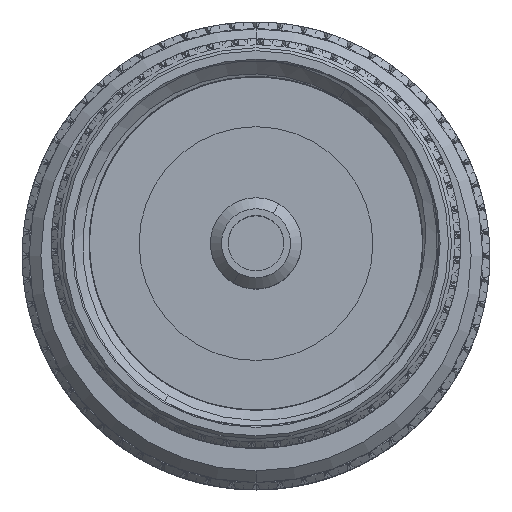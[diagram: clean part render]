
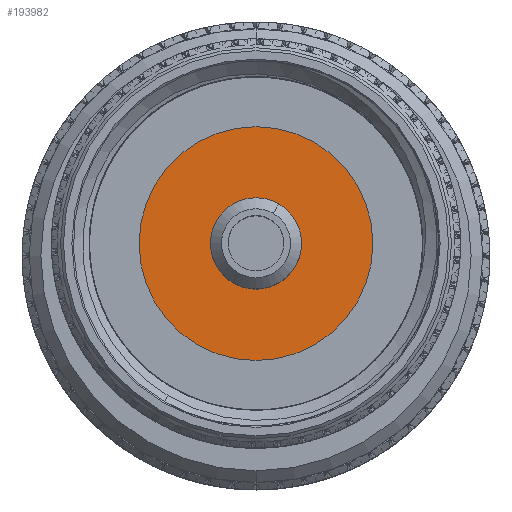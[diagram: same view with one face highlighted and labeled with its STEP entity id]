
A CAD part, top view. The second image highlights one B-rep face of the part: STEP entity #193982.
In plain terms, the highlighted face is planar.
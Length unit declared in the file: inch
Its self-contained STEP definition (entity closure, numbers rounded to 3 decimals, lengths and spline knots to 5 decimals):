
#592 = CARTESIAN_POINT ( 'NONE',  ( 0.663, 0., 0. ) ) ;
#766 = DIRECTION ( 'NONE',  ( 1., 0., 0. ) ) ;
#3773 = EDGE_CURVE ( 'NONE', #101658, #59663, #77961, .T. ) ;
#10986 = ORIENTED_EDGE ( 'NONE', *, *, #84423, .F. ) ;
#12901 = DIRECTION ( 'NONE',  ( 1., 0., 0. ) ) ;
#13381 = AXIS2_PLACEMENT_3D ( 'NONE', #139485, #187396, #170339 ) ;
#19523 = CIRCLE ( 'NONE', #70576, 0.078 ) ;
#20205 = ORIENTED_EDGE ( 'NONE', *, *, #98063, .T. ) ;
#27557 = AXIS2_PLACEMENT_3D ( 'NONE', #33080, #12901, #129987 ) ;
#31484 = DIRECTION ( 'NONE',  ( 1., 0., 0. ) ) ;
#33080 = CARTESIAN_POINT ( 'NONE',  ( 0.663, 0., 0. ) ) ;
#44922 = CARTESIAN_POINT ( 'NONE',  ( 0.663, 0.078, 0. ) ) ;
#49772 = DIRECTION ( 'NONE',  ( 0., 1., 0. ) ) ;
#54726 = ORIENTED_EDGE ( 'NONE', *, *, #3773, .T. ) ;
#59663 = VERTEX_POINT ( 'NONE', #183616 ) ;
#68676 = EDGE_CURVE ( 'NONE', #160214, #118712, #19523, .T. ) ;
#70576 = AXIS2_PLACEMENT_3D ( 'NONE', #146626, #766, #49772 ) ;
#77961 = CIRCLE ( 'NONE', #13381, 0.2 ) ;
#80481 = DIRECTION ( 'NONE',  ( 0., 1., 0. ) ) ;
#83964 = ORIENTED_EDGE ( 'NONE', *, *, #68676, .F. ) ;
#84423 = EDGE_CURVE ( 'NONE', #118712, #160214, #84859, .T. ) ;
#84859 = CIRCLE ( 'NONE', #196996, 0.078 ) ;
#92177 = EDGE_LOOP ( 'NONE', ( #20205, #54726 ) ) ;
#98063 = EDGE_CURVE ( 'NONE', #59663, #101658, #150036, .T. ) ;
#101658 = VERTEX_POINT ( 'NONE', #135848 ) ;
#118712 = VERTEX_POINT ( 'NONE', #135829 ) ;
#120523 = DIRECTION ( 'NONE',  ( 0., 1., 0. ) ) ;
#122338 = EDGE_LOOP ( 'NONE', ( #10986, #83964 ) ) ;
#123658 = DIRECTION ( 'NONE',  ( 1., 0., 0. ) ) ;
#124641 = AXIS2_PLACEMENT_3D ( 'NONE', #200378, #123658, #120523 ) ;
#129987 = DIRECTION ( 'NONE',  ( 0., 1., 0. ) ) ;
#135829 = CARTESIAN_POINT ( 'NONE',  ( 0.663, -0.078, 0. ) ) ;
#135848 = CARTESIAN_POINT ( 'NONE',  ( 0.663, -0.2, 0. ) ) ;
#139485 = CARTESIAN_POINT ( 'NONE',  ( 0.663, 0., 0. ) ) ;
#139628 = FACE_BOUND ( 'NONE', #122338, .T. ) ;
#146626 = CARTESIAN_POINT ( 'NONE',  ( 0.663, 0., 0. ) ) ;
#150036 = CIRCLE ( 'NONE', #27557, 0.2 ) ;
#160214 = VERTEX_POINT ( 'NONE', #44922 ) ;
#170339 = DIRECTION ( 'NONE',  ( 0., 1., 0. ) ) ;
#183616 = CARTESIAN_POINT ( 'NONE',  ( 0.663, 0.2, 0. ) ) ;
#187396 = DIRECTION ( 'NONE',  ( 1., 0., 0. ) ) ;
#193982 = ADVANCED_FACE ( 'NONE', ( #139628, #201430 ), #203528, .T. ) ;
#196996 = AXIS2_PLACEMENT_3D ( 'NONE', #592, #31484, #80481 ) ;
#200378 = CARTESIAN_POINT ( 'NONE',  ( 0.663, 0., 0. ) ) ;
#201430 = FACE_OUTER_BOUND ( 'NONE', #92177, .T. ) ;
#203528 = PLANE ( 'NONE',  #124641 ) ;
